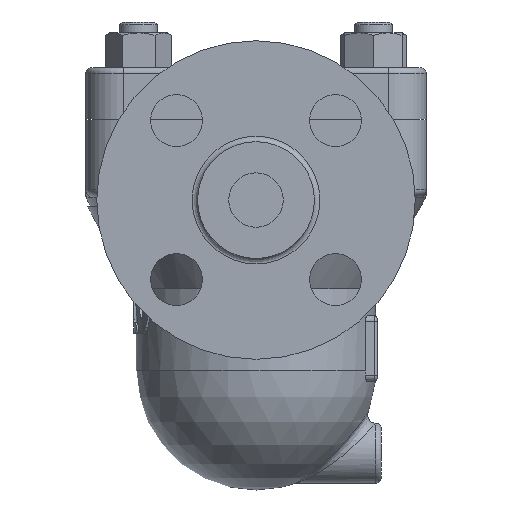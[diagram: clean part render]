
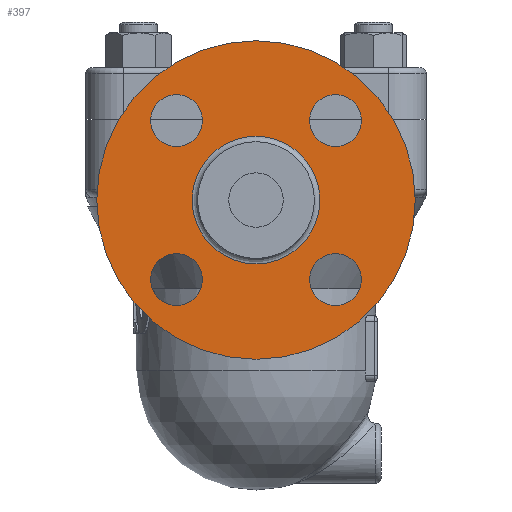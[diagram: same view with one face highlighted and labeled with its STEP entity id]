
A CAD part, left-side view. The second image highlights one B-rep face of the part: STEP entity #397.
In plain terms, the highlighted free-form (B-spline) face has degree [1, 1] with [2, 2] control points.
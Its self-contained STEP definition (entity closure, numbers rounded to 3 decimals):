
#270=CARTESIAN_POINT('',(-119.1,0.0,22.45));
#271=VERTEX_POINT('',#270);
#272=CARTESIAN_POINT('',(-119.1,0.0,-1.));
#273=DIRECTION('',(-1.0,0.0,0.0));
#274=DIRECTION('',(0.0,0.0,-1.0));
#275=AXIS2_PLACEMENT_3D('',#272,#273,#274);
#276=CIRCLE('',#275,23.45);
#277=EDGE_CURVE('',#271,#271,#276,.T.);
#334=CARTESIAN_POINT('',(-119.1,58.5,57.5));
#335=CARTESIAN_POINT('',(-119.1,58.5,-59.5));
#336=CARTESIAN_POINT('',(-119.1,-58.5,57.5));
#337=CARTESIAN_POINT('',(-119.1,-58.5,-59.5));
#338=B_SPLINE_SURFACE_WITH_KNOTS('',1,1,((#334,#336),(#335,#337)),.UNSPECIFIED.,.F.,.F.,.U.,(2,2),(2,2),(0.0,117.),(0.0,117.),.UNSPECIFIED.);
#339=CARTESIAN_POINT('',(-119.1,0.0,57.5));
#340=VERTEX_POINT('',#339);
#341=CARTESIAN_POINT('',(-119.1,0.0,-1.));
#342=DIRECTION('',(-1.0,0.0,0.0));
#343=DIRECTION('',(0.0,0.0,1.0));
#344=AXIS2_PLACEMENT_3D('',#341,#342,#343);
#345=CIRCLE('',#344,58.5);
#346=EDGE_CURVE('',#340,#340,#345,.T.);
#347=ORIENTED_EDGE('',*,*,#346,.T.);
#348=EDGE_LOOP('',(#347));
#349=FACE_OUTER_BOUND('',#348,.T.);
#350=CARTESIAN_POINT('',(-119.1,-29.204,18.704));
#351=VERTEX_POINT('',#350);
#352=CARTESIAN_POINT('',(-119.1,-29.204,28.204));
#353=DIRECTION('',(1.0,0.0,0.0));
#354=DIRECTION('',(0.0,0.0,-1.0));
#355=AXIS2_PLACEMENT_3D('',#352,#353,#354);
#356=CIRCLE('',#355,9.5);
#357=EDGE_CURVE('',#351,#351,#356,.T.);
#358=ORIENTED_EDGE('',*,*,#357,.T.);
#359=EDGE_LOOP('',(#358));
#360=FACE_BOUND('',#359,.T.);
#361=CARTESIAN_POINT('',(-119.1,19.704,28.204));
#362=VERTEX_POINT('',#361);
#363=CARTESIAN_POINT('',(-119.1,29.204,28.204));
#364=DIRECTION('',(1.0,0.0,0.0));
#365=DIRECTION('',(0.0,-1.0,0.0));
#366=AXIS2_PLACEMENT_3D('',#363,#364,#365);
#367=CIRCLE('',#366,9.5);
#368=EDGE_CURVE('',#362,#362,#367,.T.);
#369=ORIENTED_EDGE('',*,*,#368,.T.);
#370=EDGE_LOOP('',(#369));
#371=FACE_BOUND('',#370,.T.);
#372=CARTESIAN_POINT('',(-119.1,29.204,-20.704));
#373=VERTEX_POINT('',#372);
#374=CARTESIAN_POINT('',(-119.1,29.204,-30.204));
#375=DIRECTION('',(1.0,0.0,0.0));
#376=DIRECTION('',(0.0,0.0,1.0));
#377=AXIS2_PLACEMENT_3D('',#374,#375,#376);
#378=CIRCLE('',#377,9.5);
#379=EDGE_CURVE('',#373,#373,#378,.T.);
#380=ORIENTED_EDGE('',*,*,#379,.T.);
#381=EDGE_LOOP('',(#380));
#382=FACE_BOUND('',#381,.T.);
#383=CARTESIAN_POINT('',(-119.1,-19.704,-30.204));
#384=VERTEX_POINT('',#383);
#385=CARTESIAN_POINT('',(-119.1,-29.204,-30.204));
#386=DIRECTION('',(1.0,0.0,0.0));
#387=DIRECTION('',(0.0,1.0,0.0));
#388=AXIS2_PLACEMENT_3D('',#385,#386,#387);
#389=CIRCLE('',#388,9.5);
#390=EDGE_CURVE('',#384,#384,#389,.T.);
#391=ORIENTED_EDGE('',*,*,#390,.T.);
#392=EDGE_LOOP('',(#391));
#393=FACE_BOUND('',#392,.T.);
#394=ORIENTED_EDGE('',*,*,#277,.F.);
#395=EDGE_LOOP('',(#394));
#396=FACE_BOUND('',#395,.T.);
#397=ADVANCED_FACE('',(#349,#360,#371,#382,#393,#396),#338,.T.);
